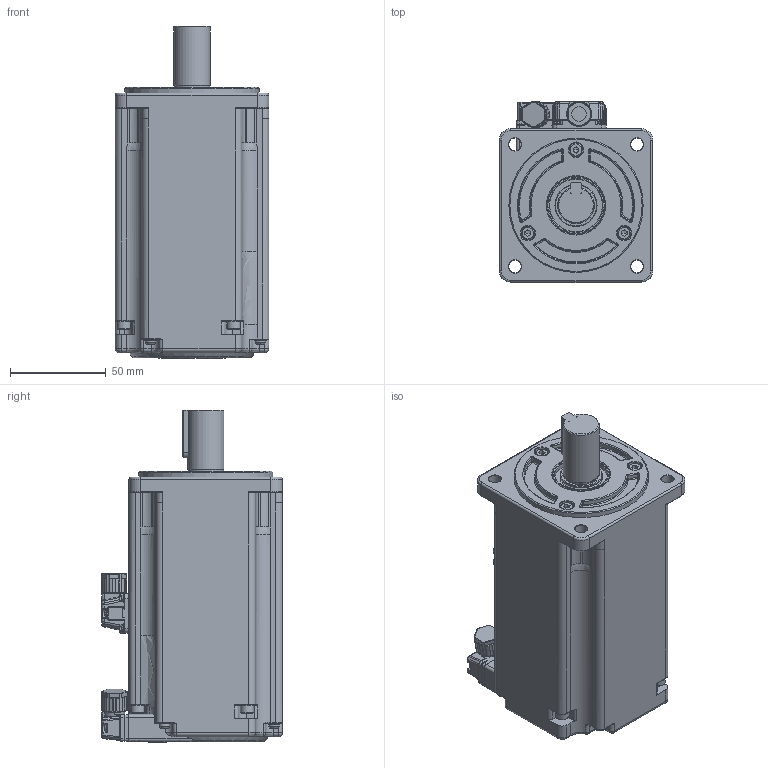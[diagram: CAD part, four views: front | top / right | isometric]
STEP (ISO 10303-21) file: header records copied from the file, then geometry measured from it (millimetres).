
FILE_DESCRIPTION( ('This file contains a STEP AP42 implementation' ,'as created by ZW3D STEP Interface translator.') ,'2;1' );
FILE_NAME( 'X2MA075A-B2CA.stp' ,'22 827. 92144', (''), ('ZWCAD Software Co.'), 'Version 1.0', 'ZW3D to STEP translator', '' );
FILE_SCHEMA(('CONFIG_CONTROL_DESIGN'));
Length unit declared in the file: millimetre
Products named in the file (1): 0
Bounding box: 80 x 94.3 x 173.1 mm (x, y, z)
Volume: 806342.6 mm3; surface area: 64563.3 mm2
Topology: 1 solids, 1 shells, 1945 faces, 4850 edges, 2967 vertices
Faces by surface type: plane 745, cylinder 669, torus 233, bspline 165, sphere 70, cone 63
Full cylindrical faces by diameter (mm): 4 x5, 5.5 x4, 6 x3, 6.5 x4, 7 x4, 7.5 x3, 8 x4, 18.8 x1, 19 x1, 22 x2, 27.5 x1, 30 x1, 70 x1
Entity records: 81230 total; most frequent: CARTESIAN_POINT 36629, ORIENTED_EDGE 9680, DIRECTION 8935, EDGE_CURVE 4840, AXIS2_PLACEMENT_3D 3433, VERTEX_POINT 2983, VECTOR 2069, LINE 2069
